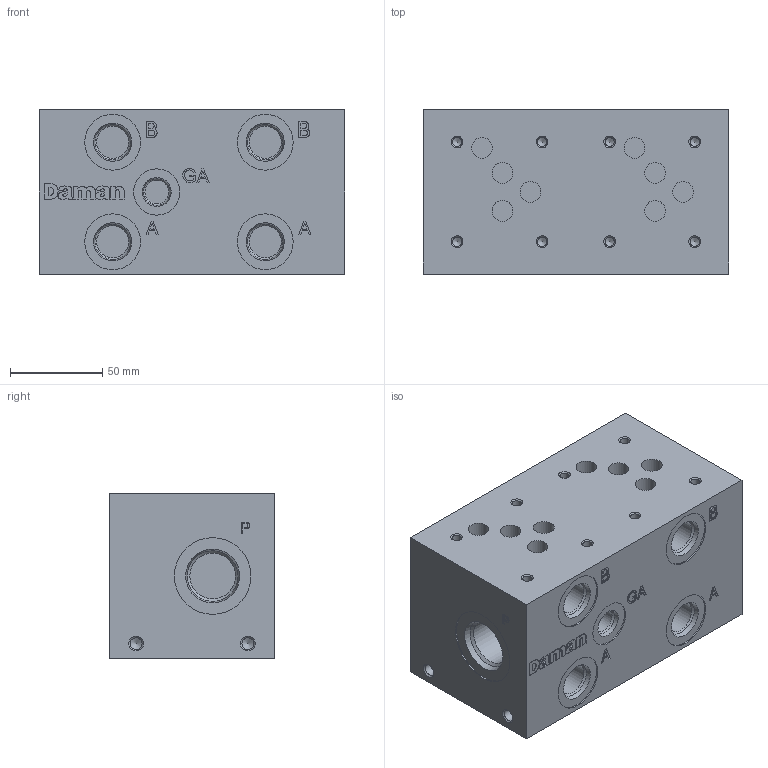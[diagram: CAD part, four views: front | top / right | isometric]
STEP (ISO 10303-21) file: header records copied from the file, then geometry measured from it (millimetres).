
FILE_DESCRIPTION( ( 'STEP AP214' ), ' ' );
FILE_NAME( 'AD05S023S_S.stp', '2018-07-08T22:37:33', ( '' ), ( '' ), ' ', 'PARTsolutions', ' ' );
FILE_SCHEMA( ( 'AUTOMOTIVE_DESIGN { 1 0 10303 214 1 1 1 1 }' ) );
Length unit declared in the file: inch
Products named in the file (1): _AD05S023S/S
Bounding box: 165.1 x 88.9 x 88.9 mm (x, y, z)
Volume: 1221189.2 mm3; surface area: 93181.1 mm2
Topology: 1 solids, 1 shells, 327 faces, 796 edges, 518 vertices
Faces by surface type: plane 196, cylinder 89, cone 42
Full cylindrical faces by diameter (mm): 4.976 x8, 6.411 x4, 11.201 x8, 12.761 x1, 17.33 x4, 22.25 x1, 23.749 x1, 24.696 x2, 25.019 x1, 26.213 x1, 27.407 x1, 30.251 x4, 41.453 x1
Entity records: 11659 total; most frequent: DIRECTION 1561, CARTESIAN_POINT 1540, ORIENTED_EDGE 1398, EDGE_CURVE 699, AXIS2_PLACEMENT_3D 534, VERTEX_POINT 513, LINE 493, VECTOR 493
